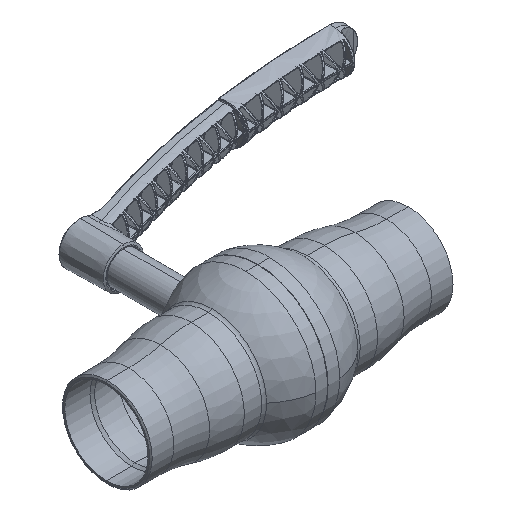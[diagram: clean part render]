
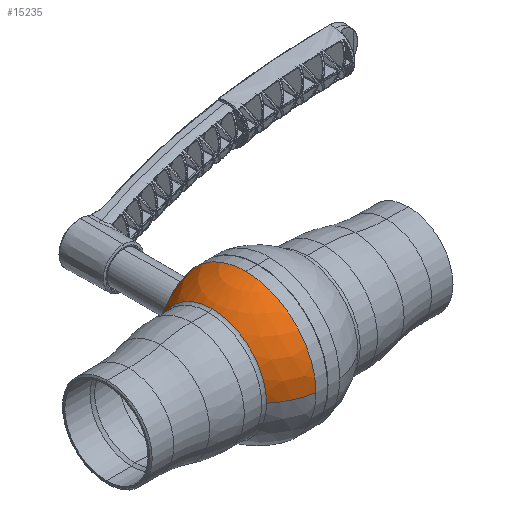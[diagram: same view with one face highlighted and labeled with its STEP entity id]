
A CAD part, isometric view. The second image highlights one B-rep face of the part: STEP entity #15235.
In plain terms, the highlighted spherical face has radius 70.5 mm.
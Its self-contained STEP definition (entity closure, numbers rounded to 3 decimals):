
#205 = CARTESIAN_POINT ( 'NONE',  ( 0., 66.672, 0. ) ) ;
#908 = CIRCLE ( 'NONE', #11250, 19.902 ) ;
#1797 = EDGE_CURVE ( 'NONE', #69417, #48787, #5604, .T. ) ;
#2385 = VERTEX_POINT ( 'NONE', #13761 ) ;
#5604 = CIRCLE ( 'NONE', #55104, 54.035 ) ;
#6900 = CARTESIAN_POINT ( 'NONE',  ( -45.283, 120.707, 0. ) ) ;
#7637 = EDGE_CURVE ( 'NONE', #18493, #48787, #57354, .T. ) ;
#9022 = ORIENTED_EDGE ( 'NONE', *, *, #10452, .F. ) ;
#9182 = CARTESIAN_POINT ( 'NONE',  ( 0., 66.672, 0. ) ) ;
#10452 = EDGE_CURVE ( 'NONE', #41288, #69417, #44002, .T. ) ;
#11250 = AXIS2_PLACEMENT_3D ( 'NONE', #64153, #63445, #21009 ) ;
#11394 = DIRECTION ( 'NONE',  ( 0., -1., 0. ) ) ;
#13761 = CARTESIAN_POINT ( 'NONE',  ( -11.832, -2.828, 0. ) ) ;
#15235 = ADVANCED_FACE ( 'NONE', ( #28236 ), #38688, .T. ) ;
#15650 = ORIENTED_EDGE ( 'NONE', *, *, #68689, .F. ) ;
#16043 = DIRECTION ( 'NONE',  ( 0., 0., -1. ) ) ;
#16198 = ORIENTED_EDGE ( 'NONE', *, *, #51480, .F. ) ;
#16643 = CIRCLE ( 'NONE', #59085, 70.5 ) ;
#17176 = EDGE_CURVE ( 'NONE', #25888, #2385, #17259, .T. ) ;
#17259 = CIRCLE ( 'NONE', #26404, 69.5 ) ;
#18493 = VERTEX_POINT ( 'NONE', #48080 ) ;
#19210 = ORIENTED_EDGE ( 'NONE', *, *, #1797, .F. ) ;
#20632 = CARTESIAN_POINT ( 'NONE',  ( -11.832, 66.672, 0. ) ) ;
#21009 = DIRECTION ( 'NONE',  ( 0., 0., 1. ) ) ;
#24397 = DIRECTION ( 'NONE',  ( 0., 0., -1. ) ) ;
#25888 = VERTEX_POINT ( 'NONE', #52971 ) ;
#26404 = AXIS2_PLACEMENT_3D ( 'NONE', #42036, #63256, #47794 ) ;
#28236 = FACE_OUTER_BOUND ( 'NONE', #31288, .T. ) ;
#29786 = DIRECTION ( 'NONE',  ( -1., 0., 0. ) ) ;
#30735 = DIRECTION ( 'NONE',  ( 0., -1., 0. ) ) ;
#31288 = EDGE_LOOP ( 'NONE', ( #42889, #68440, #19210, #9022, #16198, #42892, #15650 ) ) ;
#31667 = CARTESIAN_POINT ( 'NONE',  ( -45.283, 12.638, 0. ) ) ;
#31749 = DIRECTION ( 'NONE',  ( 1., 0., 0. ) ) ;
#35116 = CARTESIAN_POINT ( 'NONE',  ( -11.832, 134.305, 16.003 ) ) ;
#38688 = SPHERICAL_SURFACE ( 'NONE', #50517, 70.5 ) ;
#39379 = CARTESIAN_POINT ( 'NONE',  ( -45.283, 66.672, 54.035 ) ) ;
#39393 = DIRECTION ( 'NONE',  ( 0., 0., 1. ) ) ;
#41288 = VERTEX_POINT ( 'NONE', #31667 ) ;
#42036 = CARTESIAN_POINT ( 'NONE',  ( -11.832, 66.672, 0. ) ) ;
#42570 = DIRECTION ( 'NONE',  ( 0., 0., 1. ) ) ;
#42889 = ORIENTED_EDGE ( 'NONE', *, *, #45967, .F. ) ;
#42892 = ORIENTED_EDGE ( 'NONE', *, *, #17176, .F. ) ;
#44002 = CIRCLE ( 'NONE', #47436, 54.035 ) ;
#45967 = EDGE_CURVE ( 'NONE', #18493, #68196, #908, .T. ) ;
#47031 = CARTESIAN_POINT ( 'NONE',  ( -45.283, 66.672, 0. ) ) ;
#47436 = AXIS2_PLACEMENT_3D ( 'NONE', #47031, #62846, #69301 ) ;
#47794 = DIRECTION ( 'NONE',  ( 0., 0., 1. ) ) ;
#48019 = DIRECTION ( 'NONE',  ( 0., 0., 1. ) ) ;
#48080 = CARTESIAN_POINT ( 'NONE',  ( -19.902, 134.305, 0. ) ) ;
#48787 = VERTEX_POINT ( 'NONE', #6900 ) ;
#50206 = CARTESIAN_POINT ( 'NONE',  ( 0., 66.672, 0. ) ) ;
#50517 = AXIS2_PLACEMENT_3D ( 'NONE', #50206, #39393, #11394 ) ;
#51480 = EDGE_CURVE ( 'NONE', #2385, #41288, #16643, .T. ) ;
#52971 = CARTESIAN_POINT ( 'NONE',  ( -11.832, 66.672, 69.5 ) ) ;
#55104 = AXIS2_PLACEMENT_3D ( 'NONE', #67910, #29786, #24397 ) ;
#57354 = CIRCLE ( 'NONE', #66538, 70.5 ) ;
#59085 = AXIS2_PLACEMENT_3D ( 'NONE', #205, #16043, #59166 ) ;
#59166 = DIRECTION ( 'NONE',  ( -1., 0., 0. ) ) ;
#61918 = AXIS2_PLACEMENT_3D ( 'NONE', #20632, #31749, #42570 ) ;
#62846 = DIRECTION ( 'NONE',  ( -1., 0., 0. ) ) ;
#63256 = DIRECTION ( 'NONE',  ( 1., 0., 0. ) ) ;
#63445 = DIRECTION ( 'NONE',  ( 0., 1., 0. ) ) ;
#64153 = CARTESIAN_POINT ( 'NONE',  ( 0., 134.305, 0. ) ) ;
#65379 = CIRCLE ( 'NONE', #61918, 69.5 ) ;
#66538 = AXIS2_PLACEMENT_3D ( 'NONE', #9182, #48019, #30735 ) ;
#67910 = CARTESIAN_POINT ( 'NONE',  ( -45.283, 66.672, 0. ) ) ;
#68196 = VERTEX_POINT ( 'NONE', #35116 ) ;
#68440 = ORIENTED_EDGE ( 'NONE', *, *, #7637, .T. ) ;
#68689 = EDGE_CURVE ( 'NONE', #68196, #25888, #65379, .T. ) ;
#69301 = DIRECTION ( 'NONE',  ( 0., 0., -1. ) ) ;
#69417 = VERTEX_POINT ( 'NONE', #39379 ) ;
